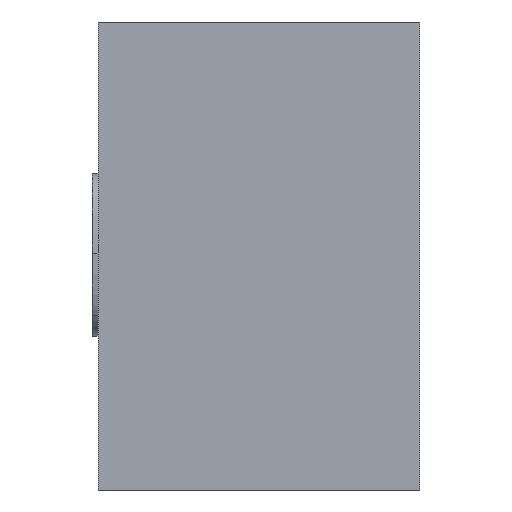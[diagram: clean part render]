
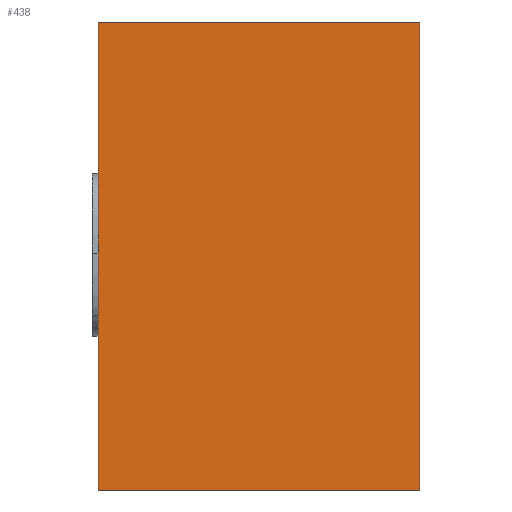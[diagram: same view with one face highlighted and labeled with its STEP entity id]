
A CAD part, left-side view. The second image highlights one B-rep face of the part: STEP entity #438.
In plain terms, the highlighted planar face has unit normal (-1, 0, 0).
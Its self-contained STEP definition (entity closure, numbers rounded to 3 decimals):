
#214=CARTESIAN_POINT('',(-0.8,0.55,-0.4));
#215=VERTEX_POINT('',#214);
#246=CARTESIAN_POINT('',(-0.8,0.,-0.4));
#247=VERTEX_POINT('',#246);
#254=CARTESIAN_POINT('',(-0.8,0.55,-0.4));
#255=DIRECTION('',(0.,-1.,0.));
#256=VECTOR('',#255,0.55);
#257=LINE('',#254,#256);
#258=EDGE_CURVE('',#215,#247,#257,.T.);
#359=CARTESIAN_POINT('',(-0.8,0.55,0.4));
#360=VERTEX_POINT('',#359);
#373=CARTESIAN_POINT('',(-0.8,0.55,-0.4));
#374=DIRECTION('',(0.,-0.,1.));
#375=VECTOR('',#374,0.8);
#376=LINE('',#373,#375);
#377=EDGE_CURVE('',#215,#360,#376,.T.);
#390=CARTESIAN_POINT('',(-0.8,0.,0.4));
#391=VERTEX_POINT('',#390);
#392=CARTESIAN_POINT('',(-0.8,0.55,0.4));
#393=DIRECTION('',(0.,-1.,0.));
#394=VECTOR('',#393,0.55);
#395=LINE('',#392,#394);
#396=EDGE_CURVE('',#360,#391,#395,.T.);
#417=CARTESIAN_POINT('',(-0.8,0.,-0.4));
#418=DIRECTION('',(0.,-0.,1.));
#419=VECTOR('',#418,0.8);
#420=LINE('',#417,#419);
#421=EDGE_CURVE('',#247,#391,#420,.T.);
#427=CARTESIAN_POINT('',(-0.8,0.55,0.4));
#428=DIRECTION('',(1.,0.,0.));
#429=DIRECTION('',(0.,1.,0.));
#430=AXIS2_PLACEMENT_3D('',#427,#428,#429);
#431=PLANE('',#430);
#432=ORIENTED_EDGE('',*,*,#421,.T.);
#433=ORIENTED_EDGE('',*,*,#396,.F.);
#434=ORIENTED_EDGE('',*,*,#377,.F.);
#435=ORIENTED_EDGE('',*,*,#258,.T.);
#436=EDGE_LOOP('',(#432,#433,#434,#435));
#437=FACE_BOUND('',#436,.T.);
#438=ADVANCED_FACE('',(#437),#431,.F.);
